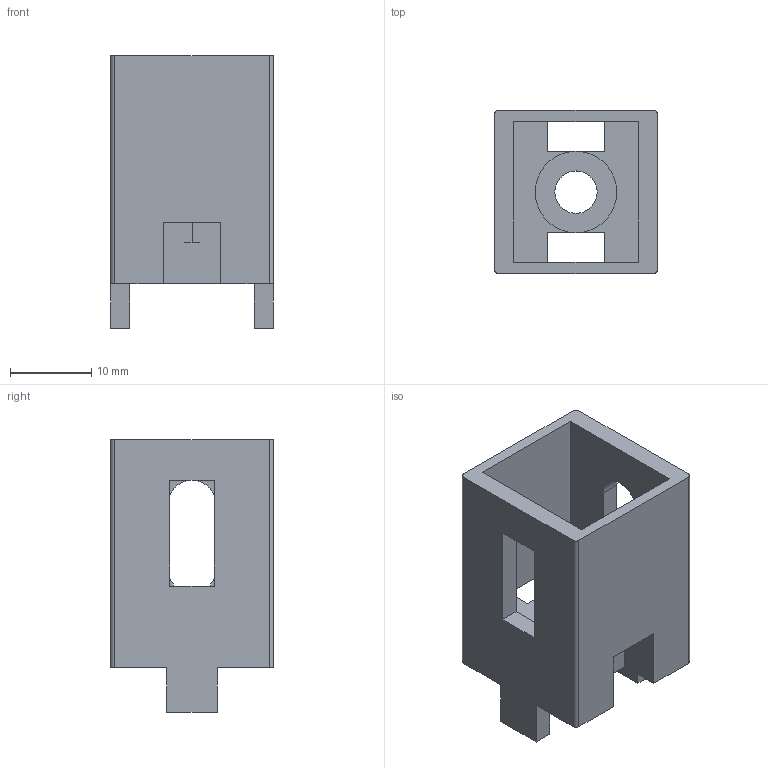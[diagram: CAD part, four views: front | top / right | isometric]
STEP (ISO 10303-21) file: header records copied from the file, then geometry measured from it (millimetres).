
FILE_DESCRIPTION(/* description */ (''),/* implementation_level */ '2;1');
FILE_NAME(/* name */ 'Perseus-x-tensioner-shell.step',/* time_stamp */ '2022-01-04T22:22:49+08:00',/* author */ (''),/* organization */ (''),/* preprocessor_version */ 'ST-DEVELOPER v18.1',/* originating_system */ 'Autodesk Translation Framework v10.10.0.1391',/* authorisation */ '');
FILE_SCHEMA (('AUTOMOTIVE_DESIGN { 1 0 10303 214 3 1 1 }'));
Length unit declared in the file: millimetre
Products named in the file (1): tensioner_X
Bounding box: 20 x 20 x 33.5 mm (x, y, z)
Volume: 4827.6 mm3; surface area: 4588.2 mm2
Topology: 1 solids, 1 shells, 44 faces, 131 edges, 86 vertices
Faces by surface type: plane 35, cylinder 9
Full cylindrical faces by diameter (mm): 5.2 x1
Entity records: 1535 total; most frequent: ORIENTED_EDGE 266, CARTESIAN_POINT 264, DIRECTION 241, EDGE_CURVE 133, LINE 115, VECTOR 115, VERTEX_POINT 86, AXIS2_PLACEMENT_3D 63
